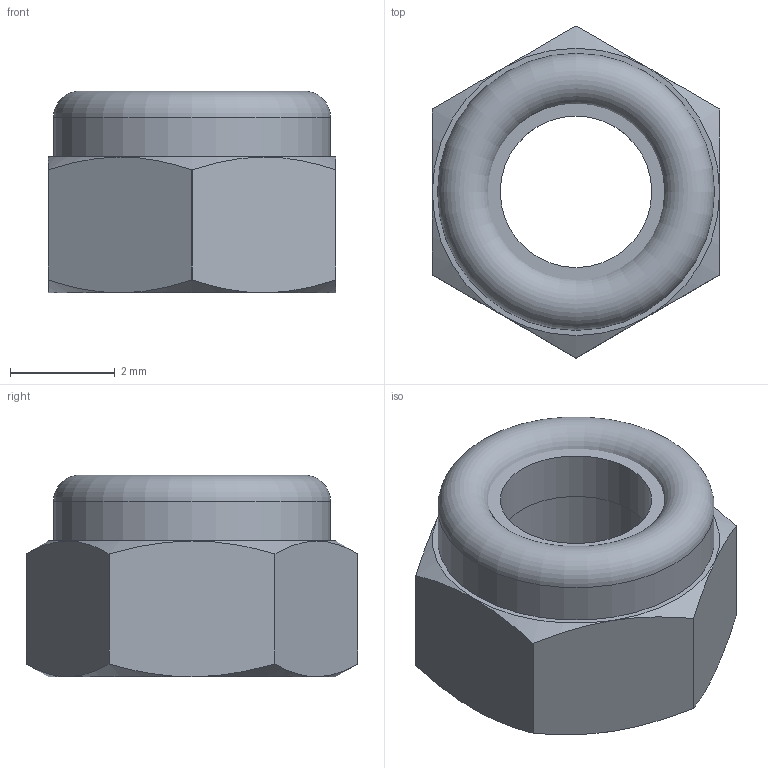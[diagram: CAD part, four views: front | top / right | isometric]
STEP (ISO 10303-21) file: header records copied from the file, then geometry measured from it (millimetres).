
FILE_DESCRIPTION(('FreeCAD Model'),'2;1');
FILE_NAME('Nyloc-nut-M3.step','2015-01-07T16:30:05',( 'FreeCAD'),('FreeCAD'),'Open CASCADE STEP processor 6.7','FreeCAD', 'Unknown');
FILE_SCHEMA(('AUTOMOTIVE_DESIGN_CC2 { 1 2 10303 214 -1 1 5 4 }'));
Length unit declared in the file: millimetre
Products named in the file (1): Nyloc-nut-M3
Bounding box: 5.5 x 6.35 x 3.86 mm (x, y, z)
Volume: 67.6 mm3; surface area: 162.2 mm2
Topology: 2 solids, 2 shells, 36 faces, 82 edges, 51 vertices
Faces by surface type: cone 13, plane 11, cylinder 11, torus 1
Full cylindrical faces by diameter (mm): 2.9 x1, 3 x1, 3.3 x1, 3.5 x1, 5.3 x1
Entity records: 2503 total; most frequent: CARTESIAN_POINT 644, DIRECTION 304, ORIENTED_EDGE 164, PCURVE 164, DEFINITIONAL_REPRESENTATION 164, AXIS2_PLACEMENT_3D 101, EDGE_CURVE 82, LINE 80
